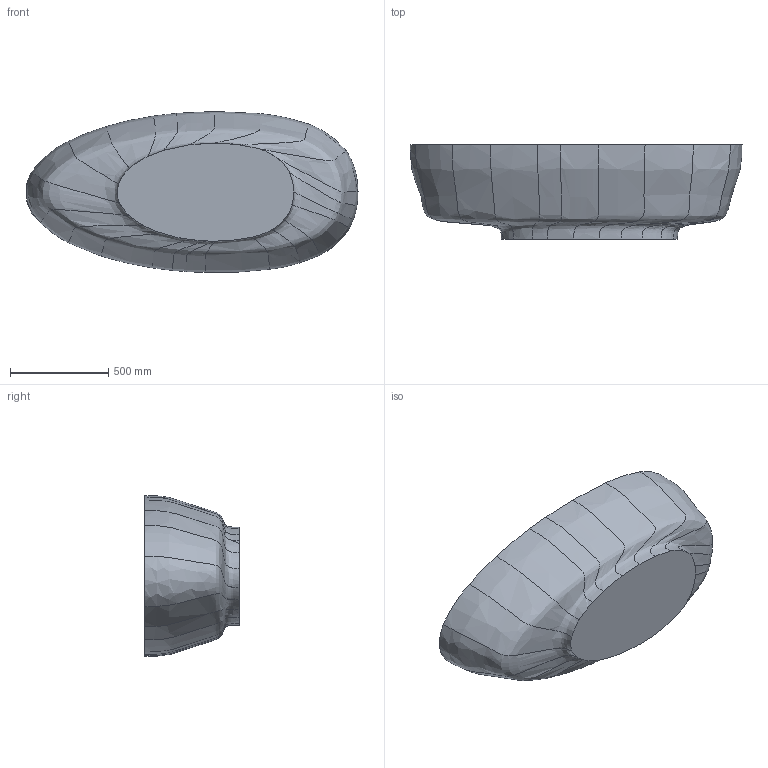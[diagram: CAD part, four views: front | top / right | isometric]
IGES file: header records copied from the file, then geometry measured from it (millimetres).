
Global section: file name: M10FCSTEA-1690; native system: AutoCAD 2016 - English; preprocessor: Autodesk Translation Framework DWG producer (atf_dwg_producer); organization: unknown; date: 20170221.153406; units: millimetre
Bounding box: 1688.87 x 480 x 818.8 mm (x, y, z)
Volume: 69771677.3 mm3; surface area: 4574214.2 mm2
Topology: 1 solids, 1 shells, 51 faces, 157 edges, 110 vertices
Faces by surface type: bspline 51
